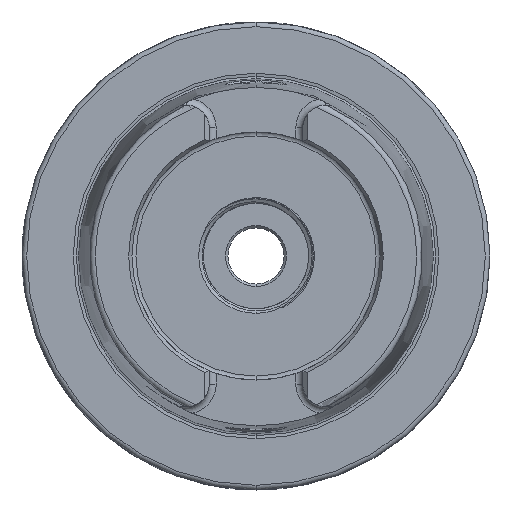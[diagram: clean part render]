
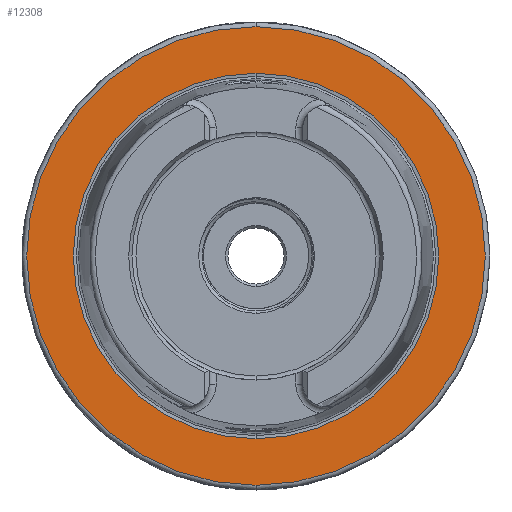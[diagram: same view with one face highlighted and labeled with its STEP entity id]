
A CAD part, left-side view. The second image highlights one B-rep face of the part: STEP entity #12308.
In plain terms, the highlighted planar face has unit normal (-1, 0, 0).
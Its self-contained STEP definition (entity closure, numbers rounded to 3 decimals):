
#3912 = FACE_OUTER_BOUND ( 'NONE', #23238, .T. ) ;
#3941 = FACE_BOUND ( 'NONE', #23200, .T. ) ;
#4349 = VERTEX_POINT ( 'NONE', #16046 ) ;
#4646 = VERTEX_POINT ( 'NONE', #16011 ) ;
#11148 = EDGE_CURVE ( 'NONE', #22910, #22920, #25197, .T. ) ;
#11168 = EDGE_CURVE ( 'NONE', #4349, #4646, #25217, .T. ) ;
#11862 = EDGE_CURVE ( 'NONE', #4646, #4349, #24795, .T. ) ;
#11947 = EDGE_CURVE ( 'NONE', #22920, #22910, #24890, .T. ) ;
#12308 = ADVANCED_FACE ( 'NONE', ( #3912, #3941 ), #16772, .T. ) ;
#12780 = AXIS2_PLACEMENT_3D ( 'NONE', #27186, #27143, #27145 ) ;
#12808 = AXIS2_PLACEMENT_3D ( 'NONE', #27271, #27277, #27240 ) ;
#12956 = AXIS2_PLACEMENT_3D ( 'NONE', #20452, #20605, #20599 ) ;
#12972 = AXIS2_PLACEMENT_3D ( 'NONE', #19108, #19138, #19129 ) ;
#13415 = CARTESIAN_POINT ( 'NONE',  ( 0., 0., 39.054 ) ) ;
#13419 = CARTESIAN_POINT ( 'NONE',  ( 0., 0., -39.054 ) ) ;
#16011 = CARTESIAN_POINT ( 'NONE',  ( 0., 0., 49. ) ) ;
#16046 = CARTESIAN_POINT ( 'NONE',  ( 0., 0., -49. ) ) ;
#16725 = DIRECTION ( 'NONE',  ( -1., 0., 0. ) ) ;
#16751 = CARTESIAN_POINT ( 'NONE',  ( 0., 39.054, 0. ) ) ;
#16772 = PLANE ( 'NONE',  #23492 ) ;
#16782 = DIRECTION ( 'NONE',  ( 0., 0., 1. ) ) ;
#19108 = CARTESIAN_POINT ( 'NONE',  ( 0., 0., 0. ) ) ;
#19129 = DIRECTION ( 'NONE',  ( 0., 0., -1. ) ) ;
#19138 = DIRECTION ( 'NONE',  ( 1., 0., 0. ) ) ;
#20452 = CARTESIAN_POINT ( 'NONE',  ( 0., 0., 0. ) ) ;
#20599 = DIRECTION ( 'NONE',  ( 0., 0., 1. ) ) ;
#20605 = DIRECTION ( 'NONE',  ( -1., 0., 0. ) ) ;
#22910 = VERTEX_POINT ( 'NONE', #13419 ) ;
#22920 = VERTEX_POINT ( 'NONE', #13415 ) ;
#23200 = EDGE_LOOP ( 'NONE', ( #23634, #24701 ) ) ;
#23238 = EDGE_LOOP ( 'NONE', ( #23581, #23635 ) ) ;
#23492 = AXIS2_PLACEMENT_3D ( 'NONE', #16751, #16725, #16782 ) ;
#23581 = ORIENTED_EDGE ( 'NONE', *, *, #11862, .T. ) ;
#23634 = ORIENTED_EDGE ( 'NONE', *, *, #11947, .T. ) ;
#23635 = ORIENTED_EDGE ( 'NONE', *, *, #11168, .T. ) ;
#24701 = ORIENTED_EDGE ( 'NONE', *, *, #11148, .T. ) ;
#24795 = CIRCLE ( 'NONE', #12956, 49. ) ;
#24890 = CIRCLE ( 'NONE', #12972, 39.054 ) ;
#25197 = CIRCLE ( 'NONE', #12780, 39.054 ) ;
#25217 = CIRCLE ( 'NONE', #12808, 49. ) ;
#27143 = DIRECTION ( 'NONE',  ( 1., 0., 0. ) ) ;
#27145 = DIRECTION ( 'NONE',  ( 0., 0., -1. ) ) ;
#27186 = CARTESIAN_POINT ( 'NONE',  ( 0., 0., 0. ) ) ;
#27240 = DIRECTION ( 'NONE',  ( 0., 0., 1. ) ) ;
#27271 = CARTESIAN_POINT ( 'NONE',  ( 0., 0., 0. ) ) ;
#27277 = DIRECTION ( 'NONE',  ( -1., 0., 0. ) ) ;
